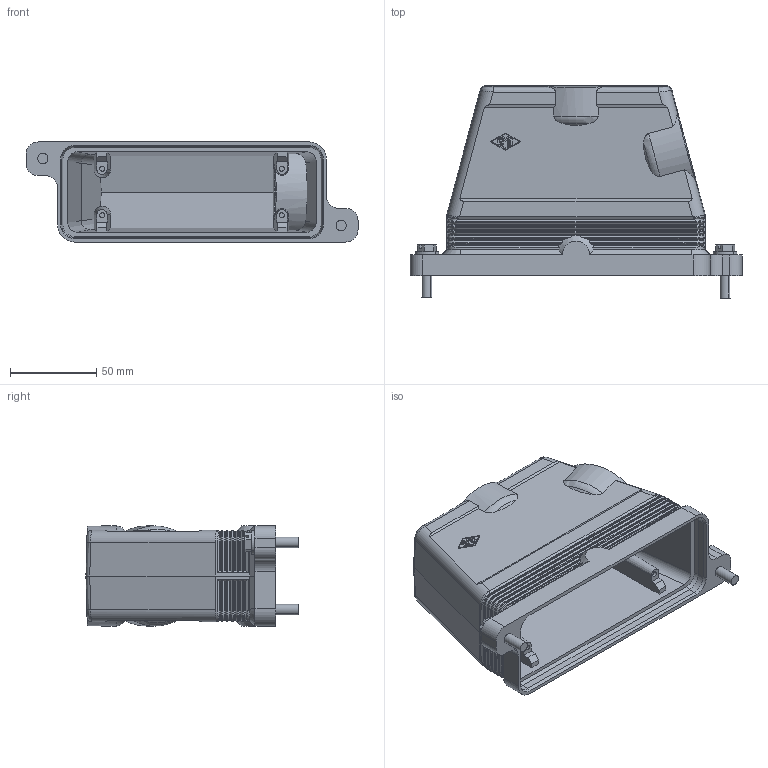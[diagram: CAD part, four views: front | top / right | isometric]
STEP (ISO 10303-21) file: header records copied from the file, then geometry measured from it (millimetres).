
FILE_DESCRIPTION(('Creo Elements/Direct Modeling STEP Export'),'2;1');
FILE_NAME('0ln7tug4eb68sko3732','2017-12-22T12:35:37',(''),(''),'PTC Creo Elements/Direct Modeling STEP processor for AP214 (Solid Model)','PTC Creo Elements/Direct Modeling 19.0E 27-Jun-2016 (C) Parametric Technology GmbH','');
FILE_SCHEMA(('AUTOMOTIVE_DESIGN { 1 0 10303 214 1 1 1 1 }'));
Products named in the file (2): MGOE_24.32
Assembly tree (1 placements, depth 2):
  MGOE_24.32
    MGOE_24.32
Bounding box: 192.5 x 123 x 58 mm (x, y, z)
Volume: 230384.3 mm3; surface area: 98025.9 mm2
Topology: 1 solids, 1 shells, 534 faces, 1315 edges, 801 vertices
Faces by surface type: plane 254, cylinder 122, extrusion 74, bspline 58, cone 22, torus 4
Entity records: 40638 total; most frequent: CARTESIAN_POINT 25229, ORIENTED_EDGE 2630, DIRECTION 1980, EDGE_CURVE 1315, VECTOR 820, VERTEX_POINT 801, LINE 754, AXIS2_PLACEMENT_3D 580
